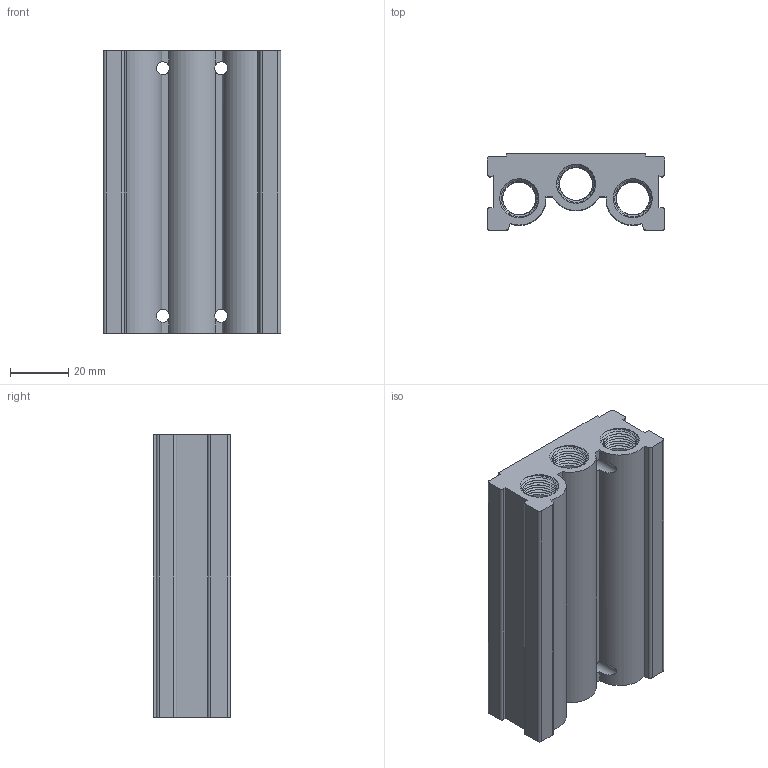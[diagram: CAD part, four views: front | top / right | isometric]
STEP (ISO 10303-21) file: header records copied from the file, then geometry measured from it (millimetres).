
FILE_DESCRIPTION (( 'STEP AP214' ), '1' );
FILE_NAME ('YPC-MF2500-4.STEP', '2015-09-25T11:02:09', ( '' ), ( '' ), 'SwSTEP 2.0', 'SolidWorks 2015', '' );
FILE_SCHEMA (( 'AUTOMOTIVE_DESIGN' ));
Length unit declared in the file: millimetre
Products named in the file (1): YPC-MF2500-4
Bounding box: 61 x 26.5 x 97 mm (x, y, z)
Surface area: 38008.6 mm2 (no closed solid volume)
Topology: 0 solids, 4 shells, 204 faces, 538 edges, 344 vertices
Faces by surface type: cylinder 88, plane 57, bspline 45, cone 14
Full cylindrical faces by diameter (mm): 2.5 x16, 4.5 x4, 9 x12, 11.4 x37
Entity records: 21719 total; most frequent: CARTESIAN_POINT 18257, ORIENTED_EDGE 760, DIRECTION 570, EDGE_CURVE 383, VERTEX_POINT 268, EDGE_LOOP 246, AXIS2_PLACEMENT_3D 228, FACE_OUTER_BOUND 196
